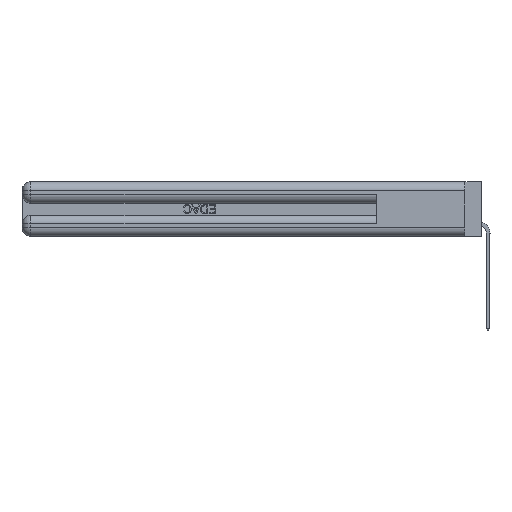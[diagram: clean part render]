
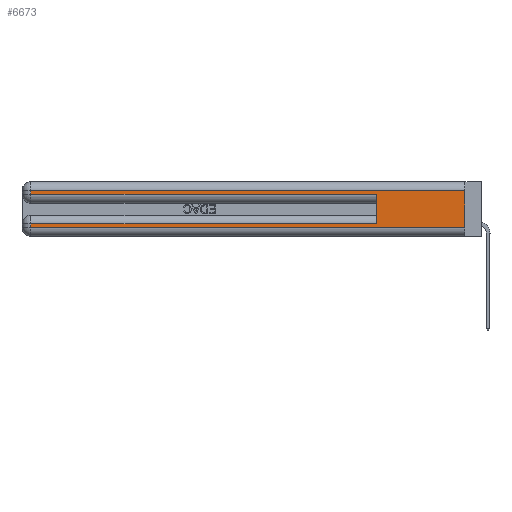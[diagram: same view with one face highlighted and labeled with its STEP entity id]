
A CAD part, left-side view. The second image highlights one B-rep face of the part: STEP entity #6673.
In plain terms, the highlighted planar face has unit normal (-1, 0, 0).
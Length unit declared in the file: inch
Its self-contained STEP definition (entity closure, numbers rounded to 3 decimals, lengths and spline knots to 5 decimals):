
#385 = EDGE_CURVE ( 'NONE', #27582, #4630, #5413, .T. ) ;
#561 = VERTEX_POINT ( 'NONE', #29118 ) ;
#1133 = ORIENTED_EDGE ( 'NONE', *, *, #385, .F. ) ;
#1808 = CARTESIAN_POINT ( 'NONE',  ( 0., 0., 0.37 ) ) ;
#2301 = DIRECTION ( 'NONE',  ( 0., 0., -1. ) ) ;
#3328 = VECTOR ( 'NONE', #30092, 39.37008 ) ;
#3351 = LINE ( 'NONE', #23856, #31775 ) ;
#4630 = VERTEX_POINT ( 'NONE', #14342 ) ;
#5413 = LINE ( 'NONE', #9284, #3328 ) ;
#5748 = LINE ( 'NONE', #8274, #9801 ) ;
#5994 = VERTEX_POINT ( 'NONE', #31707 ) ;
#6673 = ADVANCED_FACE ( 'NONE', ( #17083 ), #18542, .F. ) ;
#7834 = VECTOR ( 'NONE', #39676, 39.37008 ) ;
#8274 = CARTESIAN_POINT ( 'NONE',  ( 0., 0., 0.085 ) ) ;
#8607 = CARTESIAN_POINT ( 'NONE',  ( 0., 2.94, 0.06 ) ) ;
#8667 = VERTEX_POINT ( 'NONE', #8607 ) ;
#8683 = DIRECTION ( 'NONE',  ( 1., 0., 0. ) ) ;
#9284 = CARTESIAN_POINT ( 'NONE',  ( 0., 0., 0.37 ) ) ;
#9633 = VECTOR ( 'NONE', #29952, 39.37008 ) ;
#9801 = VECTOR ( 'NONE', #40231, 39.37008 ) ;
#10756 = CARTESIAN_POINT ( 'NONE',  ( 0., 2.94, 0.37 ) ) ;
#13008 = EDGE_CURVE ( 'NONE', #561, #41469, #20152, .T. ) ;
#13296 = VERTEX_POINT ( 'NONE', #33863 ) ;
#14211 = LINE ( 'NONE', #41416, #34533 ) ;
#14342 = CARTESIAN_POINT ( 'NONE',  ( 0., 0., 0.06 ) ) ;
#15640 = ORIENTED_EDGE ( 'NONE', *, *, #25459, .T. ) ;
#15696 = ORIENTED_EDGE ( 'NONE', *, *, #27179, .T. ) ;
#15783 = AXIS2_PLACEMENT_3D ( 'NONE', #1808, #8683, #24630 ) ;
#16224 = EDGE_CURVE ( 'NONE', #5994, #27681, #30134, .T. ) ;
#16632 = VECTOR ( 'NONE', #33826, 39.37008 ) ;
#16673 = ORIENTED_EDGE ( 'NONE', *, *, #16224, .F. ) ;
#17068 = CARTESIAN_POINT ( 'NONE',  ( 0., 0.6, 0.145 ) ) ;
#17083 = FACE_OUTER_BOUND ( 'NONE', #33005, .T. ) ;
#17536 = CARTESIAN_POINT ( 'NONE',  ( 0., 0., 0.285 ) ) ;
#17753 = CARTESIAN_POINT ( 'NONE',  ( 0., 0.6, 0.285 ) ) ;
#17792 = DIRECTION ( 'NONE',  ( 0., -1., 0. ) ) ;
#18083 = EDGE_CURVE ( 'NONE', #13296, #8667, #14211, .T. ) ;
#18542 = PLANE ( 'NONE',  #15783 ) ;
#19876 = CARTESIAN_POINT ( 'NONE',  ( 0., 0., 0.31 ) ) ;
#20152 = LINE ( 'NONE', #10756, #16632 ) ;
#20357 = ORIENTED_EDGE ( 'NONE', *, *, #24729, .T. ) ;
#20999 = LINE ( 'NONE', #17536, #40772 ) ;
#21246 = LINE ( 'NONE', #19876, #9633 ) ;
#23856 = CARTESIAN_POINT ( 'NONE',  ( 0., 0., 0.06 ) ) ;
#24630 = DIRECTION ( 'NONE',  ( 0., 0., -1. ) ) ;
#24729 = EDGE_CURVE ( 'NONE', #41469, #27681, #20999, .T. ) ;
#25459 = EDGE_CURVE ( 'NONE', #5994, #13296, #5748, .T. ) ;
#26987 = DIRECTION ( 'NONE',  ( 0., -1., 0. ) ) ;
#27179 = EDGE_CURVE ( 'NONE', #27582, #561, #21246, .T. ) ;
#27582 = VERTEX_POINT ( 'NONE', #30861 ) ;
#27681 = VERTEX_POINT ( 'NONE', #17753 ) ;
#29118 = CARTESIAN_POINT ( 'NONE',  ( 0., 2.94, 0.31 ) ) ;
#29889 = ORIENTED_EDGE ( 'NONE', *, *, #18083, .T. ) ;
#29952 = DIRECTION ( 'NONE',  ( 0., 1., 0. ) ) ;
#30092 = DIRECTION ( 'NONE',  ( 0., 0., -1. ) ) ;
#30134 = LINE ( 'NONE', #17068, #7834 ) ;
#30861 = CARTESIAN_POINT ( 'NONE',  ( 0., 0., 0.31 ) ) ;
#31707 = CARTESIAN_POINT ( 'NONE',  ( 0., 0.6, 0.085 ) ) ;
#31775 = VECTOR ( 'NONE', #17792, 39.37008 ) ;
#32568 = CARTESIAN_POINT ( 'NONE',  ( 0., 2.94, 0.285 ) ) ;
#33005 = EDGE_LOOP ( 'NONE', ( #1133, #15696, #40608, #20357, #16673, #15640, #29889, #38742 ) ) ;
#33826 = DIRECTION ( 'NONE',  ( 0., 0., -1. ) ) ;
#33863 = CARTESIAN_POINT ( 'NONE',  ( 0., 2.94, 0.085 ) ) ;
#34533 = VECTOR ( 'NONE', #2301, 39.37008 ) ;
#36119 = EDGE_CURVE ( 'NONE', #8667, #4630, #3351, .T. ) ;
#38742 = ORIENTED_EDGE ( 'NONE', *, *, #36119, .T. ) ;
#39676 = DIRECTION ( 'NONE',  ( 0., 0., 1. ) ) ;
#40231 = DIRECTION ( 'NONE',  ( 0., 1., 0. ) ) ;
#40608 = ORIENTED_EDGE ( 'NONE', *, *, #13008, .T. ) ;
#40772 = VECTOR ( 'NONE', #26987, 39.37008 ) ;
#41416 = CARTESIAN_POINT ( 'NONE',  ( 0., 2.94, 0.37 ) ) ;
#41469 = VERTEX_POINT ( 'NONE', #32568 ) ;
